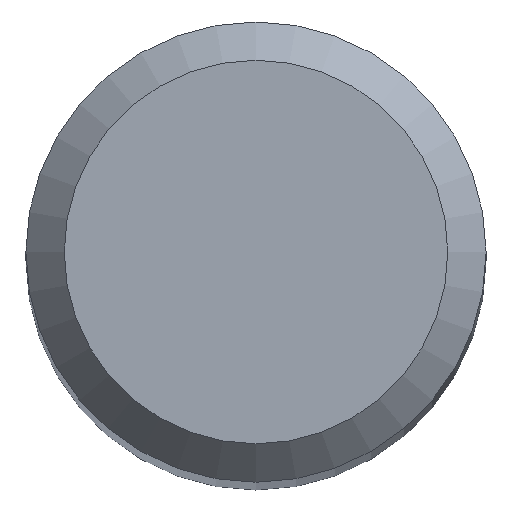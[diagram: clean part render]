
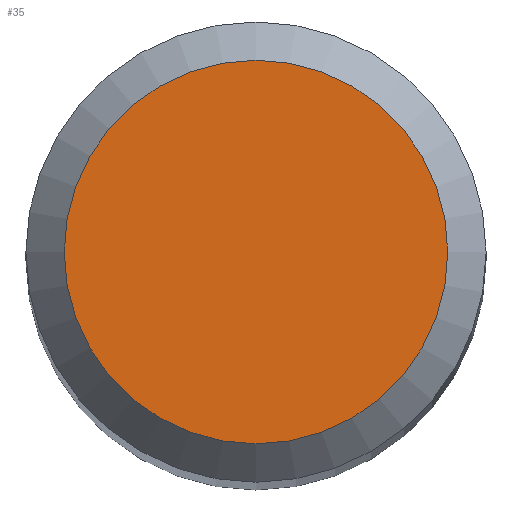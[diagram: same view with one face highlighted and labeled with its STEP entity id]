
A CAD part, top view. The second image highlights one B-rep face of the part: STEP entity #35.
In plain terms, the highlighted planar face has unit normal (0, 0, 1).
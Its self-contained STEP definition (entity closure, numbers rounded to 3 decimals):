
#6 = AXIS2_PLACEMENT_3D ( 'NONE', #235, #139, #116 ) ;
#7 = PLANE ( 'NONE',  #177 ) ;
#35 = ADVANCED_FACE ( 'NONE', ( #230 ), #7, .F. ) ;
#55 = DIRECTION ( 'NONE',  ( 0., 1., 0. ) ) ;
#58 = CIRCLE ( 'NONE', #6, 2.5 ) ;
#74 = EDGE_CURVE ( 'NONE', #171, #171, #58, .T. ) ;
#95 = ORIENTED_EDGE ( 'NONE', *, *, #74, .F. ) ;
#116 = DIRECTION ( 'NONE',  ( 0., 1., 0. ) ) ;
#139 = DIRECTION ( 'NONE',  ( 0., 0., -1. ) ) ;
#163 = EDGE_LOOP ( 'NONE', ( #95 ) ) ;
#171 = VERTEX_POINT ( 'NONE', #189 ) ;
#177 = AXIS2_PLACEMENT_3D ( 'NONE', #199, #218, #55 ) ;
#189 = CARTESIAN_POINT ( 'NONE',  ( 0., 2.5, 75. ) ) ;
#199 = CARTESIAN_POINT ( 'NONE',  ( 0., 0., 75. ) ) ;
#218 = DIRECTION ( 'NONE',  ( 0., 0., -1. ) ) ;
#230 = FACE_OUTER_BOUND ( 'NONE', #163, .T. ) ;
#235 = CARTESIAN_POINT ( 'NONE',  ( 0., 0., 75. ) ) ;
